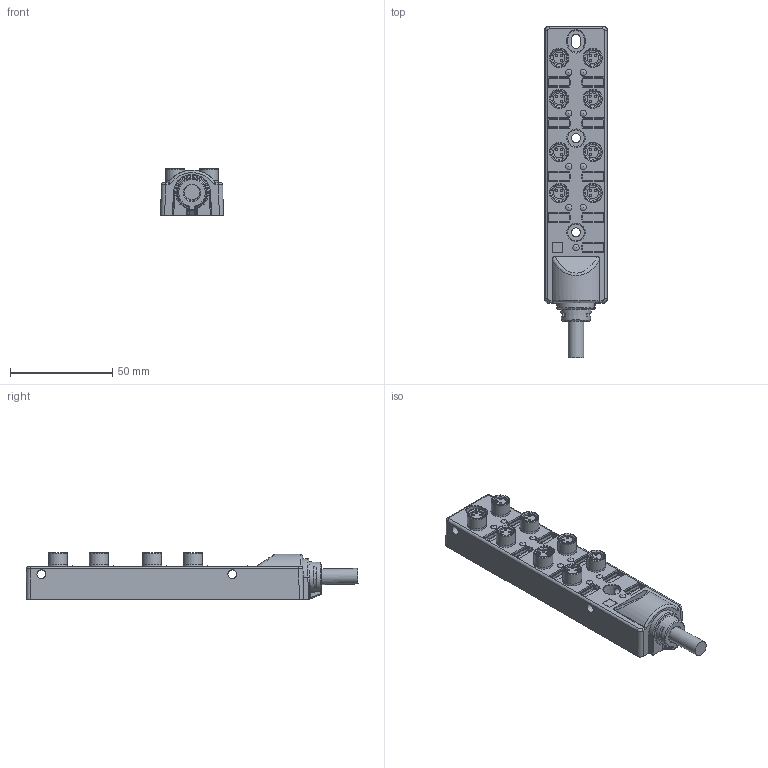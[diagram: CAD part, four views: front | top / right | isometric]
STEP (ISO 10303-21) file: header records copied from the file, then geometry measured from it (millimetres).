
FILE_DESCRIPTION(/* description */ (''),/* implementation_level */ '2;1');
FILE_NAME(/* name */ '5023222_8IOM8-3P2C-...S370_stp_stp.stp',/* time_stamp */ '2016-10-24T16:45:03+02:00',/* author */ (''),/* organization */ (''),/* preprocessor_version */ 'ST-DEVELOPER v16',/* originating_system */ 'SIEMENS PLM Software NX 10.0',/* authorisation */ '');
FILE_SCHEMA (('AUTOMOTIVE_DESIGN { 1 0 10303 214 3 1 1 1 }'));
Length unit declared in the file: millimetre
Products named in the file (1): 5023222_8IOM8-3P2C-...S370_stp_stp
Bounding box: 30.56 x 162.15 x 22.7 mm (x, y, z)
Volume: 69176.7 mm3; surface area: 19815.2 mm2
Topology: 1 solids, 1 shells, 745 faces, 1777 edges, 1061 vertices
Faces by surface type: cylinder 321, plane 199, bspline 106, sphere 49, torus 36, cone 34
Full cylindrical faces by diameter (mm): 1.1 x24, 4.3 x4, 5.65 x8, 7.225 x8, 7.6 x1, 9.2 x8
Entity records: 21058 total; most frequent: CARTESIAN_POINT 5201, DIRECTION 3419, ORIENTED_EDGE 3082, EDGE_CURVE 1541, AXIS2_PLACEMENT_3D 1373, VERTEX_POINT 972, EDGE_LOOP 933, ADVANCED_FACE 745
